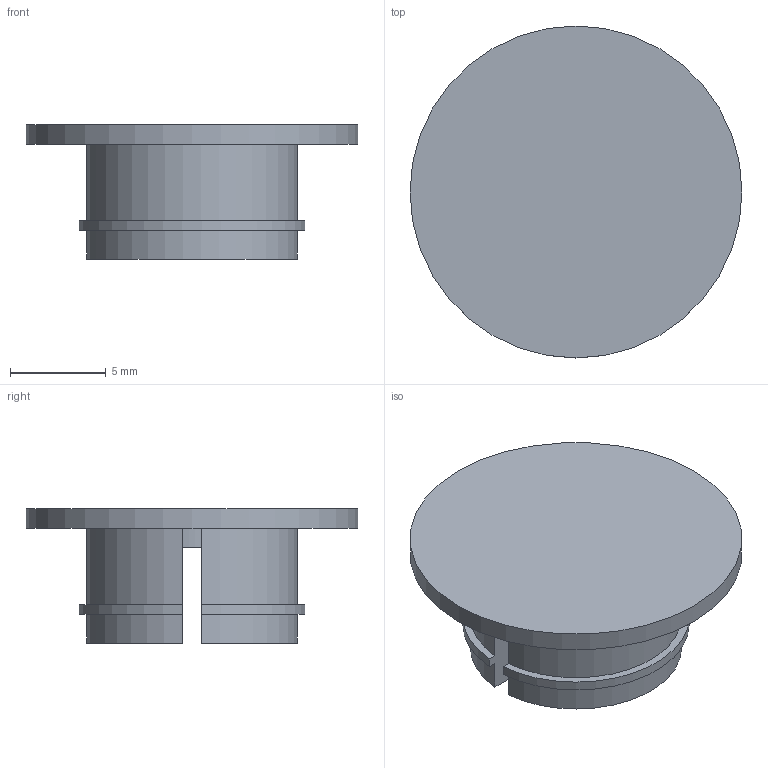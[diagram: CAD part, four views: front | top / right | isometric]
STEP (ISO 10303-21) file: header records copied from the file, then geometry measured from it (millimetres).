
FILE_DESCRIPTION( ( 'STEP AP203' ), '1' );
FILE_NAME( 'M12.step', '2022-07-28T02:36:51', ( ' ' ), ( ' ' ), 'XStep 1.0', ' ', ' ' );
FILE_SCHEMA( ( 'CONFIG_CONTROL_DESIGN' ) );
Length unit declared in the file: millimetre
Products named in the file (1): 1
Bounding box: 17.3 x 17.3 x 7 mm (x, y, z)
Volume: 481.9 mm3; surface area: 906.4 mm2
Topology: 1 solids, 1 shells, 24 faces, 59 edges, 38 vertices
Faces by surface type: plane 13, cylinder 11
Full cylindrical faces by diameter (mm): 17.3 x1
Entity records: 752 total; most frequent: DIRECTION 130, CARTESIAN_POINT 121, ORIENTED_EDGE 116, EDGE_CURVE 58, AXIS2_PLACEMENT_3D 47, VERTEX_POINT 38, LINE 36, VECTOR 36
